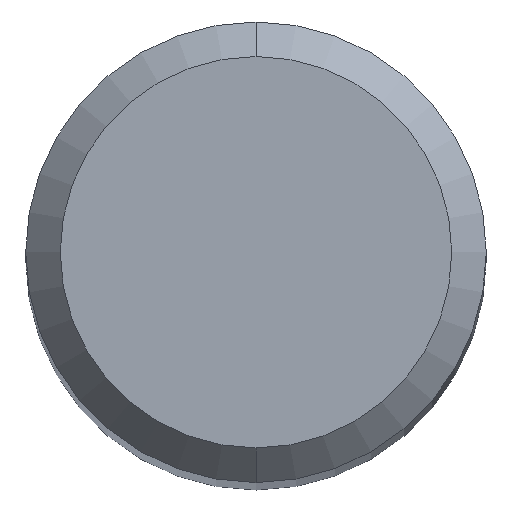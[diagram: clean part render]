
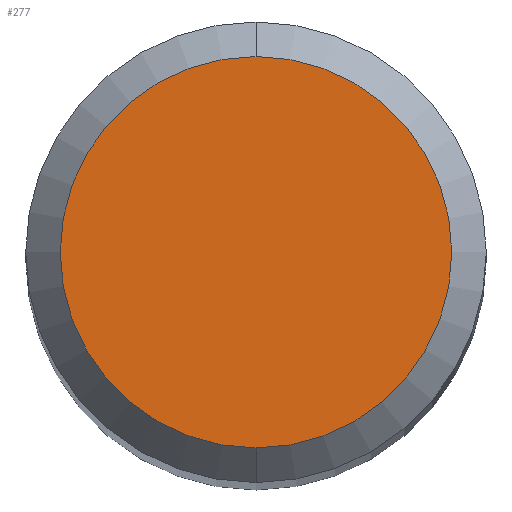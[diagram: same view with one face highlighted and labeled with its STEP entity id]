
A CAD part, top view. The second image highlights one B-rep face of the part: STEP entity #277.
In plain terms, the highlighted planar face has unit normal (0, 0, 1).
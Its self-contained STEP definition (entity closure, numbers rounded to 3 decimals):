
#205=EDGE_CURVE('',#395,#209,#525,.T.);
#209=VERTEX_POINT('',#529);
#277=ADVANCED_FACE('',(#603),#604,.T.);
#395=VERTEX_POINT('',#733);
#463=EDGE_CURVE('',#209,#395,#811,.T.);
#525=CIRCLE('',#888,1.7);
#529=CARTESIAN_POINT('',(0.,-1.7,0.0));
#603=FACE_OUTER_BOUND('',#1034,.T.);
#604=PLANE('',#1035);
#733=CARTESIAN_POINT('',(0.0,1.7,0.0));
#811=CIRCLE('',#1433,1.7);
#888=AXIS2_PLACEMENT_3D('',#1521,#1522,#1523);
#1034=EDGE_LOOP('',(#1591,#1592));
#1035=AXIS2_PLACEMENT_3D('',#1593,#1594,#1595);
#1433=AXIS2_PLACEMENT_3D('',#1842,#1843,#1844);
#1521=CARTESIAN_POINT('',(0.0,0.0,0.0));
#1522=DIRECTION('',(0.0,0.0,-1.0));
#1523=DIRECTION('',(0.0,1.0,0.0));
#1591=ORIENTED_EDGE('',*,*,#205,.F.);
#1592=ORIENTED_EDGE('',*,*,#463,.F.);
#1593=CARTESIAN_POINT('',(0.0,0.85,0.0));
#1594=DIRECTION('',(-0.0,0.0,1.0));
#1595=DIRECTION('',(0.0,-1.0,0.0));
#1842=CARTESIAN_POINT('',(0.0,0.0,0.0));
#1843=DIRECTION('',(0.0,0.0,-1.0));
#1844=DIRECTION('',(0.0,1.0,0.0));
